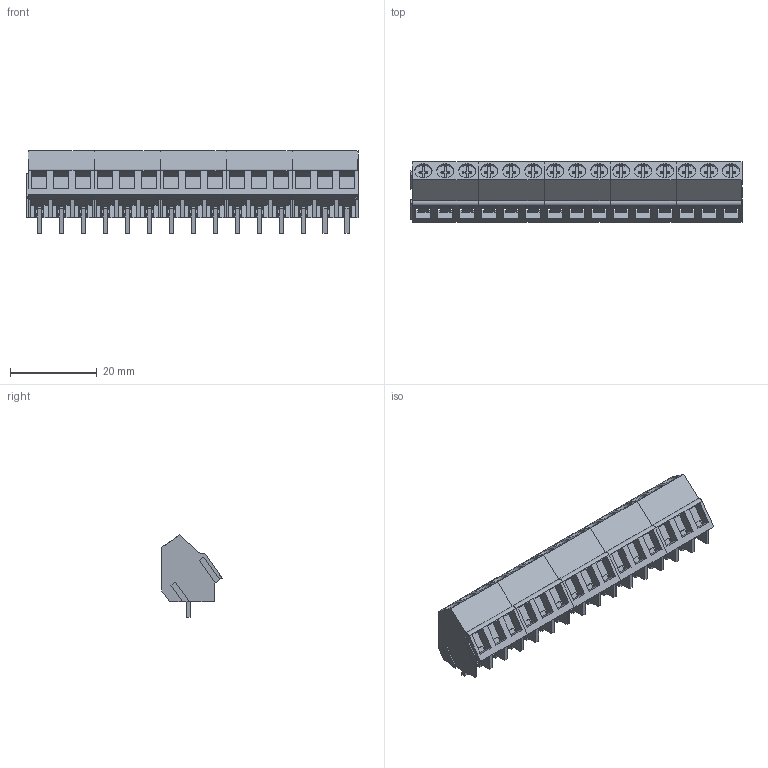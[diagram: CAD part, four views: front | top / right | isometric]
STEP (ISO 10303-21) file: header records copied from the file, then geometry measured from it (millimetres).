
FILE_DESCRIPTION(('CATIA V5 STEP Exchange','CAx-IF Rec.Pracs.--- Model Styling and Organization---1.2---2011-12-15'),'2;1');
FILE_NAME ('D1465164_0_9994660000_9994660000.stp','2018-03-31T07:19:41+00:00',('none'),('Weidmueller'),'CATIA Version 5-6 Release 2014','CATIA V5 STEP AP214','none');
FILE_SCHEMA(('AUTOMOTIVE_DESIGN { 1 0 10303 214 1 1 1 1 }'));
Length unit declared in the file: millimetre
Products named in the file (1): 9994660000
Bounding box: 76.75 x 13.9 x 19 mm (x, y, z)
Volume: 8830.6 mm3; surface area: 9954.5 mm2
Topology: 35 solids, 35 shells, 1215 faces, 3390 edges, 2260 vertices
Faces by surface type: plane 1120, cylinder 95
Entity records: 37363 total; most frequent: ORIENTED_EDGE 6780, CARTESIAN_POINT 6535, DIRECTION 5140, EDGE_CURVE 3390, VECTOR 3140, LINE 3140, VERTEX_POINT 2260, EDGE_LOOP 1260
